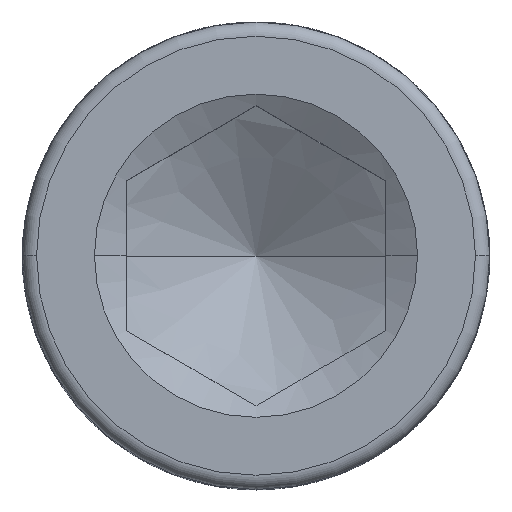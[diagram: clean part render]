
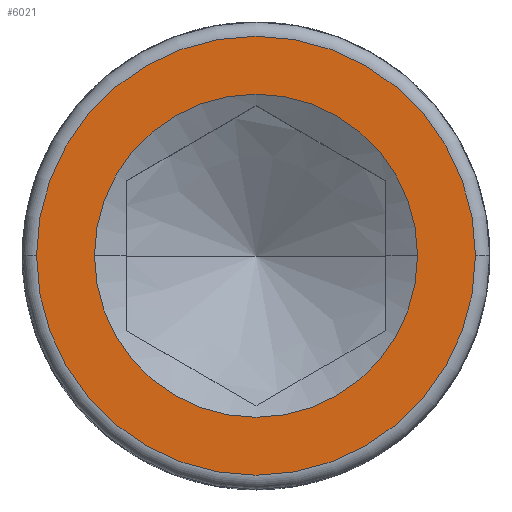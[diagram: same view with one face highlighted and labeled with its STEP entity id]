
A CAD part, top view. The second image highlights one B-rep face of the part: STEP entity #6021.
In plain terms, the highlighted planar face has unit normal (0, 0, 1).
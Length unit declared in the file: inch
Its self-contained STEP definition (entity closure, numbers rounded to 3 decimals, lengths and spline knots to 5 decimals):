
#74 = EDGE_LOOP ( 'NONE', ( #2990, #5603 ) ) ;
#657 = CIRCLE ( 'NONE', #8531, 0.06601 ) ;
#707 = AXIS2_PLACEMENT_3D ( 'NONE', #14280, #2784, #10875 ) ;
#1334 = ORIENTED_EDGE ( 'NONE', *, *, #7138, .F. ) ;
#1374 = FACE_BOUND ( 'NONE', #11052, .T. ) ;
#1665 = VERTEX_POINT ( 'NONE', #8753 ) ;
#1849 = VERTEX_POINT ( 'NONE', #3570 ) ;
#1916 = AXIS2_PLACEMENT_3D ( 'NONE', #3234, #11316, #11166 ) ;
#2201 = CARTESIAN_POINT ( 'NONE',  ( 0., 0., 0.668 ) ) ;
#2347 = EDGE_CURVE ( 'NONE', #1849, #1665, #6367, .T. ) ;
#2784 = DIRECTION ( 'NONE',  ( 0., 0., 1. ) ) ;
#2901 = CARTESIAN_POINT ( 'NONE',  ( -0.06601, 0., 0.668 ) ) ;
#2990 = ORIENTED_EDGE ( 'NONE', *, *, #8613, .F. ) ;
#3234 = CARTESIAN_POINT ( 'NONE',  ( 0., 0., 0.668 ) ) ;
#3570 = CARTESIAN_POINT ( 'NONE',  ( -0.04859, 0., 0.668 ) ) ;
#4587 = ORIENTED_EDGE ( 'NONE', *, *, #2347, .F. ) ;
#4841 = CARTESIAN_POINT ( 'NONE',  ( 0., 0., 0.668 ) ) ;
#4904 = VERTEX_POINT ( 'NONE', #13253 ) ;
#5603 = ORIENTED_EDGE ( 'NONE', *, *, #12984, .F. ) ;
#5880 = FACE_OUTER_BOUND ( 'NONE', #74, .T. ) ;
#6021 = ADVANCED_FACE ( 'NONE', ( #1374, #5880 ), #7441, .T. ) ;
#6367 = CIRCLE ( 'NONE', #14268, 0.04859 ) ;
#7138 = EDGE_CURVE ( 'NONE', #1665, #1849, #8380, .T. ) ;
#7440 = AXIS2_PLACEMENT_3D ( 'NONE', #10828, #11976, #8397 ) ;
#7441 = PLANE ( 'NONE',  #707 ) ;
#8094 = CIRCLE ( 'NONE', #7440, 0.06601 ) ;
#8380 = CIRCLE ( 'NONE', #1916, 0.04859 ) ;
#8397 = DIRECTION ( 'NONE',  ( -1., 0., 0. ) ) ;
#8531 = AXIS2_PLACEMENT_3D ( 'NONE', #4841, #10702, #12910 ) ;
#8613 = EDGE_CURVE ( 'NONE', #13810, #4904, #8094, .T. ) ;
#8753 = CARTESIAN_POINT ( 'NONE',  ( 0.04859, 0., 0.668 ) ) ;
#10283 = DIRECTION ( 'NONE',  ( 1., 0., 0. ) ) ;
#10702 = DIRECTION ( 'NONE',  ( 0., 0., -1. ) ) ;
#10828 = CARTESIAN_POINT ( 'NONE',  ( 0., 0., 0.668 ) ) ;
#10875 = DIRECTION ( 'NONE',  ( 1., 0., 0. ) ) ;
#11052 = EDGE_LOOP ( 'NONE', ( #1334, #4587 ) ) ;
#11166 = DIRECTION ( 'NONE',  ( 1., 0., 0. ) ) ;
#11316 = DIRECTION ( 'NONE',  ( 0., 0., 1. ) ) ;
#11976 = DIRECTION ( 'NONE',  ( 0., 0., -1. ) ) ;
#12910 = DIRECTION ( 'NONE',  ( -1., 0., 0. ) ) ;
#12984 = EDGE_CURVE ( 'NONE', #4904, #13810, #657, .T. ) ;
#13253 = CARTESIAN_POINT ( 'NONE',  ( 0.06601, 0., 0.668 ) ) ;
#13599 = DIRECTION ( 'NONE',  ( 0., 0., 1. ) ) ;
#13810 = VERTEX_POINT ( 'NONE', #2901 ) ;
#14268 = AXIS2_PLACEMENT_3D ( 'NONE', #2201, #13599, #10283 ) ;
#14280 = CARTESIAN_POINT ( 'NONE',  ( 0., 0.06601, 0.668 ) ) ;
